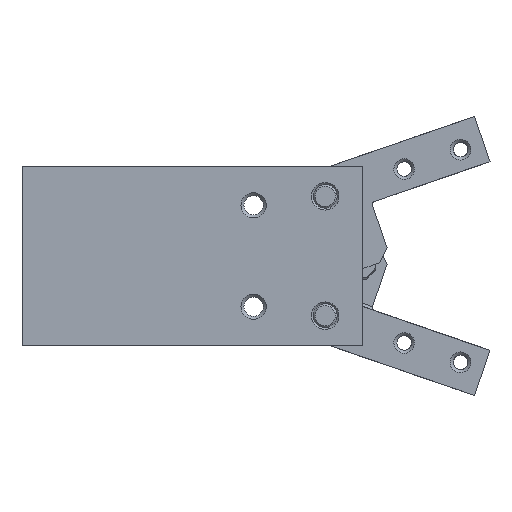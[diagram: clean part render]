
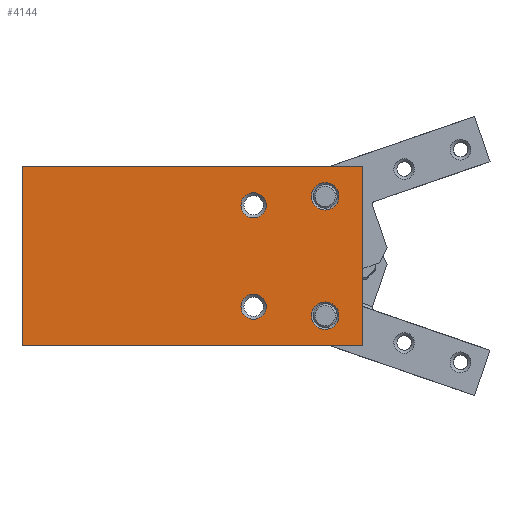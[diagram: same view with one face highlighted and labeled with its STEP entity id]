
A CAD part, left-side view. The second image highlights one B-rep face of the part: STEP entity #4144.
In plain terms, the highlighted planar face has unit normal (-1, 0, 0).
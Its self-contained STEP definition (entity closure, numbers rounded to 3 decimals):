
#4057=CARTESIAN_POINT('',(-10.0,-10.3,10.621));
#4058=VERTEX_POINT('',#4057);
#4059=CARTESIAN_POINT('',(-10.0,-10.3,8.5));
#4060=DIRECTION('',(-1.0,0.0,0.0));
#4061=DIRECTION('',(0.0,0.0,-1.0));
#4062=AXIS2_PLACEMENT_3D('',#4059,#4060,#4061);
#4063=CIRCLE('',#4062,2.121);
#4064=EDGE_CURVE('',#4058,#4058,#4063,.T.);
#4069=CARTESIAN_POINT('',(-10.0,0.0,15.0));
#4070=DIRECTION('',(-1.0,0.0,0.0));
#4071=DIRECTION('',(0.0,0.0,1.0));
#4072=AXIS2_PLACEMENT_3D('',#4069,#4070,#4071);
#4073=PLANE('',#4072);
#4074=CARTESIAN_POINT('',(-10.0,28.5,15.0));
#4075=VERTEX_POINT('',#4074);
#4076=CARTESIAN_POINT('',(-10.0,28.5,-15.0));
#4077=VERTEX_POINT('',#4076);
#4078=CARTESIAN_POINT('',(-10.0,28.5,15.0));
#4079=DIRECTION('',(0.0,0.0,-1.0));
#4080=VECTOR('',#4079,30.0);
#4081=LINE('',#4078,#4080);
#4082=EDGE_CURVE('',#4075,#4077,#4081,.T.);
#4083=ORIENTED_EDGE('',*,*,#4082,.T.);
#4084=CARTESIAN_POINT('',(-10.0,-28.5,-15.0));
#4085=VERTEX_POINT('',#4084);
#4086=CARTESIAN_POINT('',(-10.0,28.5,-15.0));
#4087=DIRECTION('',(0.0,-1.0,0.0));
#4088=VECTOR('',#4087,57.0);
#4089=LINE('',#4086,#4088);
#4090=EDGE_CURVE('',#4077,#4085,#4089,.T.);
#4091=ORIENTED_EDGE('',*,*,#4090,.T.);
#4092=CARTESIAN_POINT('',(-10.0,-28.5,15.0));
#4093=VERTEX_POINT('',#4092);
#4094=CARTESIAN_POINT('',(-10.0,-28.5,-15.0));
#4095=DIRECTION('',(0.0,0.0,1.0));
#4096=VECTOR('',#4095,30.0);
#4097=LINE('',#4094,#4096);
#4098=EDGE_CURVE('',#4085,#4093,#4097,.T.);
#4099=ORIENTED_EDGE('',*,*,#4098,.T.);
#4100=CARTESIAN_POINT('',(-10.0,28.5,15.0));
#4101=DIRECTION('',(0.0,-1.0,0.0));
#4102=VECTOR('',#4101,57.0);
#4103=LINE('',#4100,#4102);
#4104=EDGE_CURVE('',#4075,#4093,#4103,.T.);
#4105=ORIENTED_EDGE('',*,*,#4104,.F.);
#4106=EDGE_LOOP('',(#4083,#4091,#4099,#4105));
#4107=FACE_OUTER_BOUND('',#4106,.T.);
#4108=CARTESIAN_POINT('',(-10.0,-10.3,-6.379));
#4109=VERTEX_POINT('',#4108);
#4110=CARTESIAN_POINT('',(-10.0,-10.3,-8.5));
#4111=DIRECTION('',(-1.0,0.0,0.0));
#4112=DIRECTION('',(0.0,0.0,-1.0));
#4113=AXIS2_PLACEMENT_3D('',#4110,#4111,#4112);
#4114=CIRCLE('',#4113,2.121);
#4115=EDGE_CURVE('',#4109,#4109,#4114,.T.);
#4116=ORIENTED_EDGE('',*,*,#4115,.F.);
#4117=EDGE_LOOP('',(#4116));
#4118=FACE_BOUND('',#4117,.T.);
#4119=CARTESIAN_POINT('',(-10.0,-22.3,12.3));
#4120=VERTEX_POINT('',#4119);
#4121=CARTESIAN_POINT('',(-10.0,-22.3,10.0));
#4122=DIRECTION('',(-1.0,0.0,0.0));
#4123=DIRECTION('',(0.0,0.0,-1.0));
#4124=AXIS2_PLACEMENT_3D('',#4121,#4122,#4123);
#4125=CIRCLE('',#4124,2.3);
#4126=EDGE_CURVE('',#4120,#4120,#4125,.T.);
#4127=ORIENTED_EDGE('',*,*,#4126,.F.);
#4128=EDGE_LOOP('',(#4127));
#4129=FACE_BOUND('',#4128,.T.);
#4130=CARTESIAN_POINT('',(-10.0,-22.3,-7.7));
#4131=VERTEX_POINT('',#4130);
#4132=CARTESIAN_POINT('',(-10.0,-22.3,-10.0));
#4133=DIRECTION('',(-1.0,0.0,0.0));
#4134=DIRECTION('',(0.0,0.0,-1.0));
#4135=AXIS2_PLACEMENT_3D('',#4132,#4133,#4134);
#4136=CIRCLE('',#4135,2.3);
#4137=EDGE_CURVE('',#4131,#4131,#4136,.T.);
#4138=ORIENTED_EDGE('',*,*,#4137,.F.);
#4139=EDGE_LOOP('',(#4138));
#4140=FACE_BOUND('',#4139,.T.);
#4141=ORIENTED_EDGE('',*,*,#4064,.F.);
#4142=EDGE_LOOP('',(#4141));
#4143=FACE_BOUND('',#4142,.T.);
#4144=ADVANCED_FACE('',(#4107,#4118,#4129,#4140,#4143),#4073,.T.);
